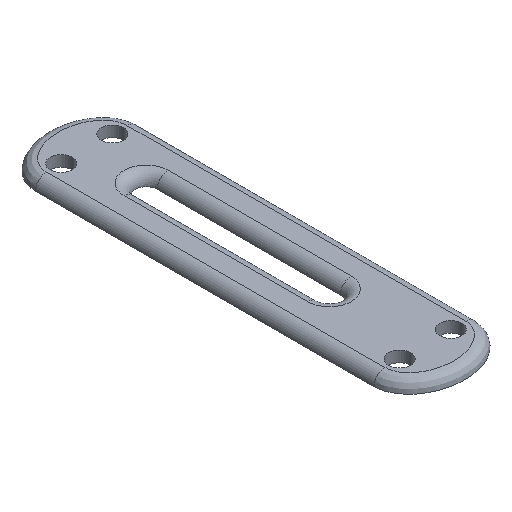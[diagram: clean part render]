
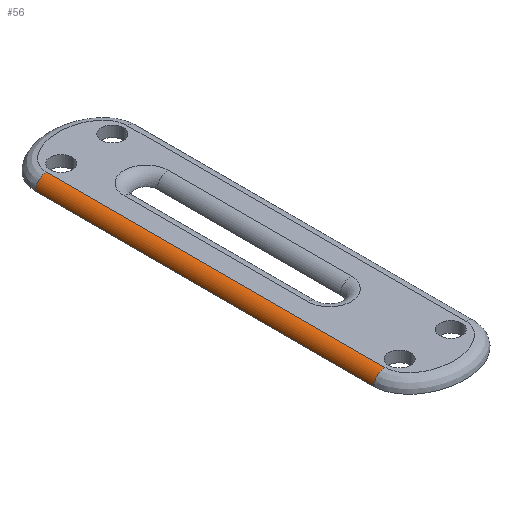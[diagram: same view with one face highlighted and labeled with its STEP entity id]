
A CAD part, isometric view. The second image highlights one B-rep face of the part: STEP entity #56.
In plain terms, the highlighted cylindrical face has radius 1.5 mm (diameter 3 mm), a partial arc.
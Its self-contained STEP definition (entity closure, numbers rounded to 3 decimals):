
#25 = VECTOR ( 'NONE', #186, 1000. ) ;
#37 = VERTEX_POINT ( 'NONE', #263 ) ;
#56 = ADVANCED_FACE ( 'NONE', ( #415 ), #625, .T. ) ;
#67 = DIRECTION ( 'NONE',  ( -1., 0.002, 0. ) ) ;
#116 = LINE ( 'NONE', #838, #750 ) ;
#144 = ORIENTED_EDGE ( 'NONE', *, *, #914, .T. ) ;
#186 = DIRECTION ( 'NONE',  ( 0., -1., 0. ) ) ;
#205 = AXIS2_PLACEMENT_3D ( 'NONE', #431, #723, #67 ) ;
#246 = CARTESIAN_POINT ( 'NONE',  ( -5.499, 23.089, 0. ) ) ;
#257 = LINE ( 'NONE', #547, #25 ) ;
#259 = DIRECTION ( 'NONE',  ( 0., 0., 1. ) ) ;
#262 = DIRECTION ( 'NONE',  ( 0., 0.002, 1. ) ) ;
#263 = CARTESIAN_POINT ( 'NONE',  ( -5.499, -23.091, 1.5 ) ) ;
#280 = CIRCLE ( 'NONE', #503, 1.5 ) ;
#310 = VERTEX_POINT ( 'NONE', #925 ) ;
#330 = CIRCLE ( 'NONE', #205, 1.5 ) ;
#346 = EDGE_CURVE ( 'NONE', #310, #806, #116, .T. ) ;
#352 = EDGE_CURVE ( 'NONE', #376, #37, #257, .T. ) ;
#376 = VERTEX_POINT ( 'NONE', #468 ) ;
#415 = FACE_OUTER_BOUND ( 'NONE', #613, .T. ) ;
#431 = CARTESIAN_POINT ( 'NONE',  ( -5.499, -23.091, 0. ) ) ;
#468 = CARTESIAN_POINT ( 'NONE',  ( -5.499, 23.091, 1.5 ) ) ;
#503 = AXIS2_PLACEMENT_3D ( 'NONE', #246, #831, #262 ) ;
#547 = CARTESIAN_POINT ( 'NONE',  ( -5.499, -23.089, 1.5 ) ) ;
#613 = EDGE_LOOP ( 'NONE', ( #144, #820, #881, #657 ) ) ;
#625 = CYLINDRICAL_SURFACE ( 'NONE', #824, 1.5 ) ;
#657 = ORIENTED_EDGE ( 'NONE', *, *, #346, .T. ) ;
#658 = EDGE_CURVE ( 'NONE', #310, #376, #280, .T. ) ;
#691 = DIRECTION ( 'NONE',  ( 0., -1., 0. ) ) ;
#723 = DIRECTION ( 'NONE',  ( 0.002, 1., 0. ) ) ;
#750 = VECTOR ( 'NONE', #691, 1000. ) ;
#761 = CARTESIAN_POINT ( 'NONE',  ( -5.499, 23.1, 0. ) ) ;
#806 = VERTEX_POINT ( 'NONE', #853 ) ;
#820 = ORIENTED_EDGE ( 'NONE', *, *, #352, .F. ) ;
#824 = AXIS2_PLACEMENT_3D ( 'NONE', #761, #935, #259 ) ;
#831 = DIRECTION ( 'NONE',  ( 0., 1., -0.002 ) ) ;
#838 = CARTESIAN_POINT ( 'NONE',  ( -6.999, 23.089, 0. ) ) ;
#853 = CARTESIAN_POINT ( 'NONE',  ( -6.999, -23.089, 0. ) ) ;
#881 = ORIENTED_EDGE ( 'NONE', *, *, #658, .F. ) ;
#914 = EDGE_CURVE ( 'NONE', #806, #37, #330, .T. ) ;
#925 = CARTESIAN_POINT ( 'NONE',  ( -6.999, 23.089, 0. ) ) ;
#935 = DIRECTION ( 'NONE',  ( 0., 1., 0. ) ) ;
